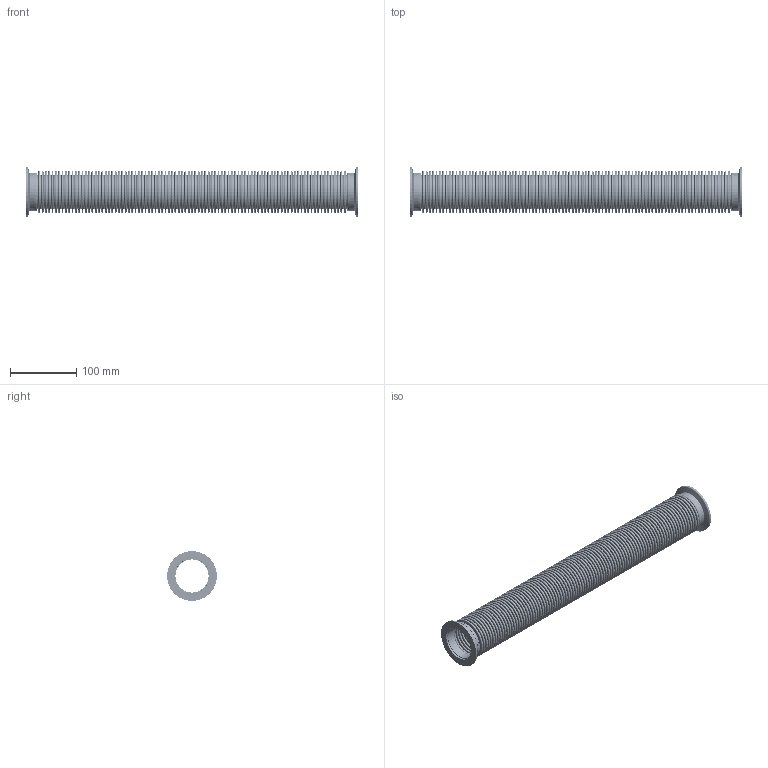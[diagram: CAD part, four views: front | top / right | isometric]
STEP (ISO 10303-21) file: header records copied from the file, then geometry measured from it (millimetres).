
FILE_DESCRIPTION (( 'STEP AP214' ), '1' );
FILE_NAME ('120SWG050-0500.stp', '2017-06-07T11:39:14', ( '' ), ( '' ), 'SwSTEP 2.0', 'SolidWorks 2015', '' );
FILE_SCHEMA (( 'AUTOMOTIVE_DESIGN' ));
Length unit declared in the file: millimetre
Products named in the file (1): 120SWG050-0500
Bounding box: 500 x 75 x 75 mm (x, y, z)
Volume: 85655.8 mm3; surface area: 548098.2 mm2
Topology: 3 solids, 3 shells, 2684 faces, 5370 edges, 3070 vertices
Faces by surface type: torus 1516, cylinder 780, plane 384, cone 4
Entity records: 100148 total; most frequent: DIRECTION 15326, CARTESIAN_POINT 11125, ORIENTED_EDGE 10740, AXIS2_PLACEMENT_3D 7271, EDGE_CURVE 5370, CIRCLE 4586, VERTEX_POINT 3070, EDGE_LOOP 3068
